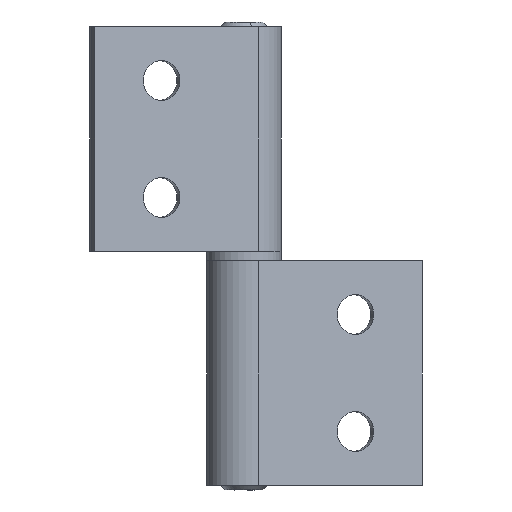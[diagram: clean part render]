
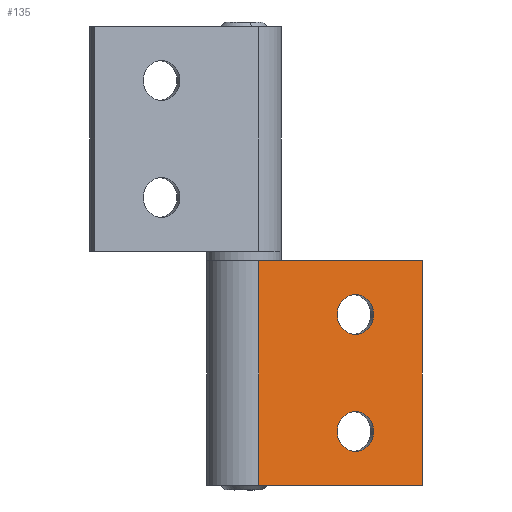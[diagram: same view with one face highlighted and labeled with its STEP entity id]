
A CAD part, front view. The second image highlights one B-rep face of the part: STEP entity #135.
In plain terms, the highlighted planar face has unit normal (0.392, -0.92, 0).
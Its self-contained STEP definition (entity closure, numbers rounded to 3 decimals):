
#34 = AXIS2_PLACEMENT_3D ( 'NONE', #1379, #1378, #1372 ) ;
#40 = AXIS2_PLACEMENT_3D ( 'NONE', #1492, #1493, #1494 ) ;
#79 = AXIS2_PLACEMENT_3D ( 'NONE', #1553, #1520, #1519 ) ;
#82 = AXIS2_PLACEMENT_3D ( 'NONE', #1473, #1472, #1514 ) ;
#135 = ADVANCED_FACE ( 'NONE', ( #620, #622, #624 ), #750, .F. ) ;
#158 = CARTESIAN_POINT ( 'NONE',  ( 67.258, -124.42, 7.107 ) ) ;
#170 = CARTESIAN_POINT ( 'NONE',  ( 46.554, -133.228, -8.643 ) ) ;
#174 = CARTESIAN_POINT ( 'NONE',  ( 46.554, -133.228, 39.357 ) ) ;
#178 = CARTESIAN_POINT ( 'NONE',  ( 81.521, -118.352, -8.643 ) ) ;
#181 = CARTESIAN_POINT ( 'NONE',  ( 81.521, -118.352, 39.357 ) ) ;
#191 = CARTESIAN_POINT ( 'NONE',  ( 67.258, -124.42, 32.107 ) ) ;
#257 = CARTESIAN_POINT ( 'NONE',  ( 67.258, -124.42, 23.607 ) ) ;
#291 = CARTESIAN_POINT ( 'NONE',  ( 67.258, -124.42, -1.393 ) ) ;
#293 = VECTOR ( 'NONE', #1339, 1000. ) ;
#296 = LINE ( 'NONE', #1329, #298 ) ;
#298 = VECTOR ( 'NONE', #1331, 1000. ) ;
#306 = LINE ( 'NONE', #1328, #293 ) ;
#418 = CIRCLE ( 'NONE', #40, 4.25 ) ;
#443 = ORIENTED_EDGE ( 'NONE', *, *, #838, .T. ) ;
#457 = ORIENTED_EDGE ( 'NONE', *, *, #893, .F. ) ;
#458 = ORIENTED_EDGE ( 'NONE', *, *, #816, .T. ) ;
#459 = ORIENTED_EDGE ( 'NONE', *, *, #896, .T. ) ;
#471 = CIRCLE ( 'NONE', #82, 4.25 ) ;
#508 = LINE ( 'NONE', #1380, #511 ) ;
#509 = CIRCLE ( 'NONE', #34, 4.25 ) ;
#511 = VECTOR ( 'NONE', #1410, 1000. ) ;
#517 = LINE ( 'NONE', #1485, #532 ) ;
#532 = VECTOR ( 'NONE', #1497, 1000. ) ;
#548 = CIRCLE ( 'NONE', #79, 4.25 ) ;
#575 = ORIENTED_EDGE ( 'NONE', *, *, #819, .F. ) ;
#576 = ORIENTED_EDGE ( 'NONE', *, *, #806, .T. ) ;
#620 = FACE_BOUND ( 'NONE', #1019, .T. ) ;
#622 = FACE_BOUND ( 'NONE', #1032, .T. ) ;
#624 = FACE_OUTER_BOUND ( 'NONE', #1053, .T. ) ;
#747 = CARTESIAN_POINT ( 'NONE',  ( 46.554, -133.228, 39.357 ) ) ;
#750 = PLANE ( 'NONE',  #800 ) ;
#752 = DIRECTION ( 'NONE',  ( 0., 0., 1. ) ) ;
#765 = DIRECTION ( 'NONE',  ( -0.391, 0.92, 0. ) ) ;
#800 = AXIS2_PLACEMENT_3D ( 'NONE', #747, #765, #752 ) ;
#805 = EDGE_CURVE ( 'NONE', #994, #1213, #509, .T. ) ;
#806 = EDGE_CURVE ( 'NONE', #1064, #1021, #508, .T. ) ;
#816 = EDGE_CURVE ( 'NONE', #1154, #1152, #418, .T. ) ;
#819 = EDGE_CURVE ( 'NONE', #1016, #1008, #517, .T. ) ;
#836 = EDGE_CURVE ( 'NONE', #1213, #994, #548, .T. ) ;
#838 = EDGE_CURVE ( 'NONE', #1152, #1154, #471, .T. ) ;
#893 = EDGE_CURVE ( 'NONE', #1008, #1021, #306, .T. ) ;
#896 = EDGE_CURVE ( 'NONE', #1016, #1064, #296, .T. ) ;
#946 = ORIENTED_EDGE ( 'NONE', *, *, #836, .T. ) ;
#994 = VERTEX_POINT ( 'NONE', #191 ) ;
#1008 = VERTEX_POINT ( 'NONE', #181 ) ;
#1016 = VERTEX_POINT ( 'NONE', #174 ) ;
#1019 = EDGE_LOOP ( 'NONE', ( #1067, #946 ) ) ;
#1021 = VERTEX_POINT ( 'NONE', #178 ) ;
#1032 = EDGE_LOOP ( 'NONE', ( #443, #458 ) ) ;
#1053 = EDGE_LOOP ( 'NONE', ( #576, #457, #575, #459 ) ) ;
#1064 = VERTEX_POINT ( 'NONE', #170 ) ;
#1067 = ORIENTED_EDGE ( 'NONE', *, *, #805, .T. ) ;
#1152 = VERTEX_POINT ( 'NONE', #158 ) ;
#1154 = VERTEX_POINT ( 'NONE', #291 ) ;
#1213 = VERTEX_POINT ( 'NONE', #257 ) ;
#1328 = CARTESIAN_POINT ( 'NONE',  ( 81.521, -118.352, 39.357 ) ) ;
#1329 = CARTESIAN_POINT ( 'NONE',  ( 46.554, -133.228, 39.357 ) ) ;
#1331 = DIRECTION ( 'NONE',  ( 0., 0., -1. ) ) ;
#1339 = DIRECTION ( 'NONE',  ( 0., 0., -1. ) ) ;
#1372 = DIRECTION ( 'NONE',  ( 0., 0., 1. ) ) ;
#1378 = DIRECTION ( 'NONE',  ( -0.391, 0.92, 0. ) ) ;
#1379 = CARTESIAN_POINT ( 'NONE',  ( 67.258, -124.42, 27.857 ) ) ;
#1380 = CARTESIAN_POINT ( 'NONE',  ( 46.554, -133.228, -8.643 ) ) ;
#1410 = DIRECTION ( 'NONE',  ( 0.92, 0.391, 0. ) ) ;
#1472 = DIRECTION ( 'NONE',  ( -0.391, 0.92, 0. ) ) ;
#1473 = CARTESIAN_POINT ( 'NONE',  ( 67.258, -124.42, 2.857 ) ) ;
#1485 = CARTESIAN_POINT ( 'NONE',  ( 46.554, -133.228, 39.357 ) ) ;
#1492 = CARTESIAN_POINT ( 'NONE',  ( 67.258, -124.42, 2.857 ) ) ;
#1493 = DIRECTION ( 'NONE',  ( -0.391, 0.92, 0. ) ) ;
#1494 = DIRECTION ( 'NONE',  ( 0., 0., 1. ) ) ;
#1497 = DIRECTION ( 'NONE',  ( 0.92, 0.391, 0. ) ) ;
#1514 = DIRECTION ( 'NONE',  ( 0., 0., 1. ) ) ;
#1519 = DIRECTION ( 'NONE',  ( 0., 0., 1. ) ) ;
#1520 = DIRECTION ( 'NONE',  ( -0.391, 0.92, 0. ) ) ;
#1553 = CARTESIAN_POINT ( 'NONE',  ( 67.258, -124.42, 27.857 ) ) ;
